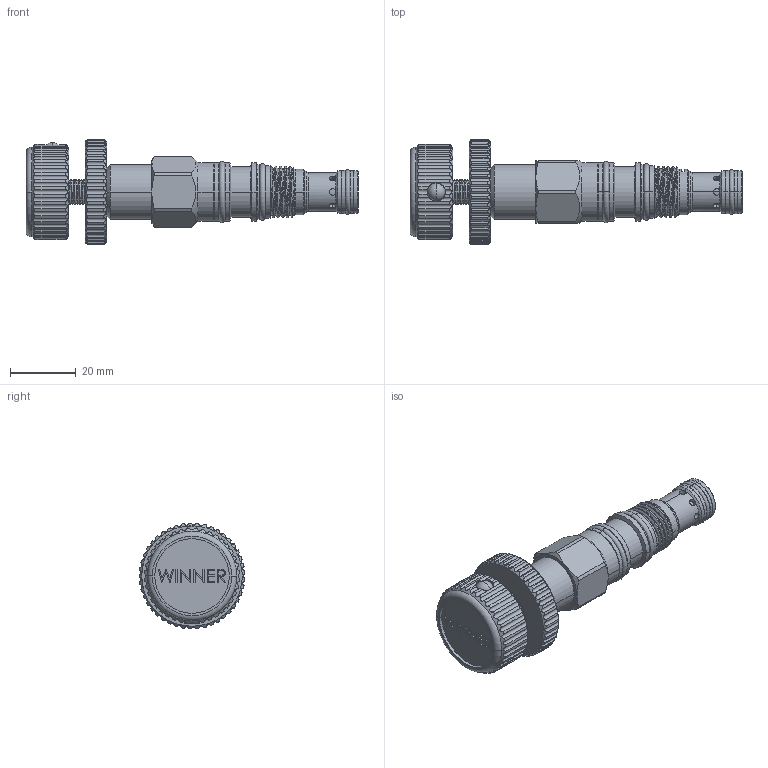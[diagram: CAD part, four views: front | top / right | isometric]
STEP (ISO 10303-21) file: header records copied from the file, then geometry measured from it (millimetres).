
FILE_DESCRIPTION (( 'STEP AP203' ), '1' );
FILE_NAME ('PB163A30-K.STEP', '2024-06-03T05:51:23', ( '' ), ( '' ), 'SwSTEP 2.0', 'SolidWorks 2018', '' );
FILE_SCHEMA (( 'CONFIG_CONTROL_DESIGN' ));
Products named in the file (1): PB163A30-K
Bounding box: 101.02 x 32.18 x 32.2 mm (x, y, z)
Volume: 28821.7 mm3; surface area: 10520.1 mm2
Topology: 1 solids, 2 shells, 624 faces, 1677 edges, 1091 vertices
Faces by surface type: cylinder 381, plane 141, cone 55, torus 25, bspline 18, sphere 4
Entity records: 35189 total; most frequent: CARTESIAN_POINT 20168, ORIENTED_EDGE 3354, DIRECTION 2882, EDGE_CURVE 1677, AXIS2_PLACEMENT_3D 1110, VERTEX_POINT 1091, EDGE_LOOP 664, LINE 662
